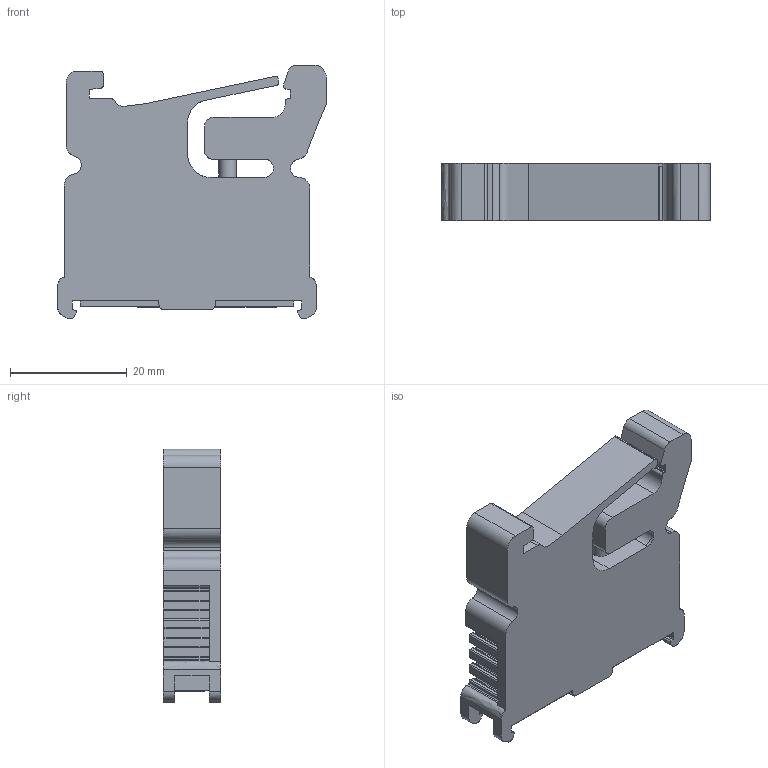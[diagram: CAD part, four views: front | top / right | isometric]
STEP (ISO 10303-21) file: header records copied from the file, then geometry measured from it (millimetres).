
FILE_DESCRIPTION (( 'STEP AP203' ), '1' );
FILE_NAME ('1232.STEP', '2020-03-18T14:17:18', ( '' ), ( '' ), 'SwSTEP 2.0', 'SolidWorks 2011', '' );
FILE_SCHEMA (( 'CONFIG_CONTROL_DESIGN' ));
Length unit declared in the file: millimetre
Products named in the file (1): 1232
Bounding box: 46.02 x 9.8 x 43.5 mm (x, y, z)
Volume: 13428.7 mm3; surface area: 6569.9 mm2
Topology: 1 solids, 3 shells, 414 faces, 1169 edges, 774 vertices
Faces by surface type: plane 213, bspline 185, cylinder 13, cone 3
Entity records: 14598 total; most frequent: CARTESIAN_POINT 5518, ORIENTED_EDGE 2338, DIRECTION 1308, EDGE_CURVE 1169, LINE 786, VECTOR 786, VERTEX_POINT 774, EDGE_LOOP 431
